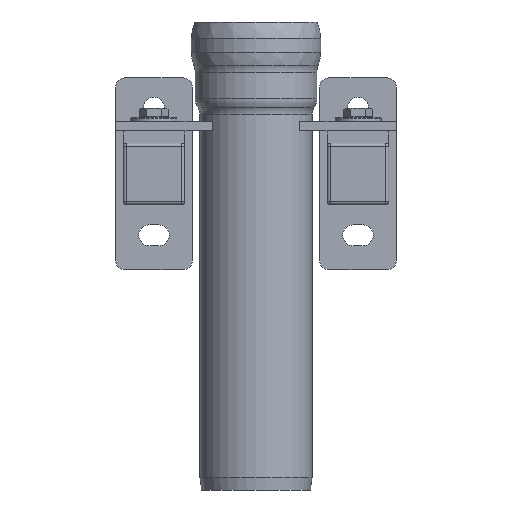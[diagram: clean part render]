
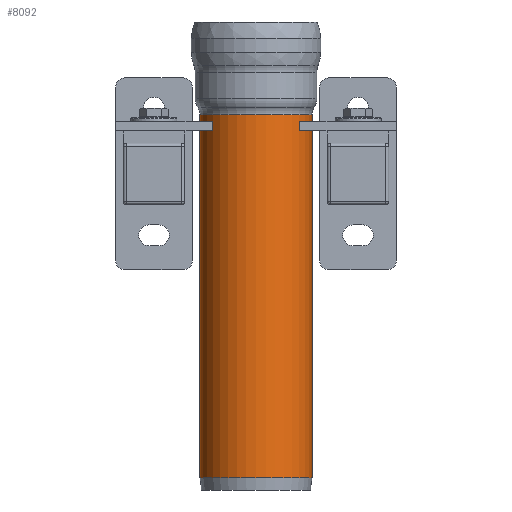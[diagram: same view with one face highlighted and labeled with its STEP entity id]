
A CAD part, front view. The second image highlights one B-rep face of the part: STEP entity #8092.
In plain terms, the highlighted cylindrical face has radius 36.5 mm (diameter 73 mm), a full revolution.
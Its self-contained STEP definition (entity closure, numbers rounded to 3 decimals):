
#878=FACE_OUTER_BOUND('',#1421,.T.);
#1421=EDGE_LOOP('',(#7111,#7112,#7113,#7114,#7115));
#2147=LINE('',#13669,#2865);
#2865=VECTOR('',#11135,36.5);
#3281=CIRCLE('',#8898,36.5);
#3284=CIRCLE('',#8901,36.5);
#3300=CIRCLE('',#8923,36.5);
#3965=VERTEX_POINT('',#13571);
#3966=VERTEX_POINT('',#13572);
#3979=VERTEX_POINT('',#13667);
#5011=EDGE_CURVE('',#3965,#3966,#3281,.T.);
#5014=EDGE_CURVE('',#3966,#3965,#3284,.T.);
#5033=EDGE_CURVE('',#3979,#3979,#3300,.T.);
#5034=EDGE_CURVE('',#3979,#3965,#2147,.T.);
#7111=ORIENTED_EDGE('',*,*,#5033,.F.);
#7112=ORIENTED_EDGE('',*,*,#5034,.T.);
#7113=ORIENTED_EDGE('',*,*,#5014,.F.);
#7114=ORIENTED_EDGE('',*,*,#5011,.F.);
#7115=ORIENTED_EDGE('',*,*,#5034,.F.);
#7707=CYLINDRICAL_SURFACE('',#8922,36.5);
#8092=ADVANCED_FACE('',(#878),#7707,.T.);
#8898=AXIS2_PLACEMENT_3D('',#13573,#11080,#11081);
#8901=AXIS2_PLACEMENT_3D('',#13577,#11086,#11087);
#8922=AXIS2_PLACEMENT_3D('',#13666,#11131,#11132);
#8923=AXIS2_PLACEMENT_3D('',#13668,#11133,#11134);
#11080=DIRECTION('center_axis',(0.,0.,1.));
#11081=DIRECTION('ref_axis',(1.,0.,0.));
#11086=DIRECTION('center_axis',(0.,0.,1.));
#11087=DIRECTION('ref_axis',(1.,0.,0.));
#11131=DIRECTION('center_axis',(0.,0.,-1.));
#11132=DIRECTION('ref_axis',(1.,0.,0.));
#11133=DIRECTION('center_axis',(0.,0.,-1.));
#11134=DIRECTION('ref_axis',(1.,0.,0.));
#11135=DIRECTION('',(0.,0.,1.));
#13571=CARTESIAN_POINT('',(-2952.697,-88.,428.877));
#13572=CARTESIAN_POINT('',(-2916.197,-51.5,428.877));
#13573=CARTESIAN_POINT('Origin',(-2916.197,-88.,428.877));
#13577=CARTESIAN_POINT('Origin',(-2916.197,-88.,428.877));
#13666=CARTESIAN_POINT('Origin',(-2916.197,-88.,115.386));
#13667=CARTESIAN_POINT('',(-2952.697,-88.,192.183));
#13668=CARTESIAN_POINT('Origin',(-2916.197,-88.,192.183));
#13669=CARTESIAN_POINT('',(-2952.697,-88.,115.386));
